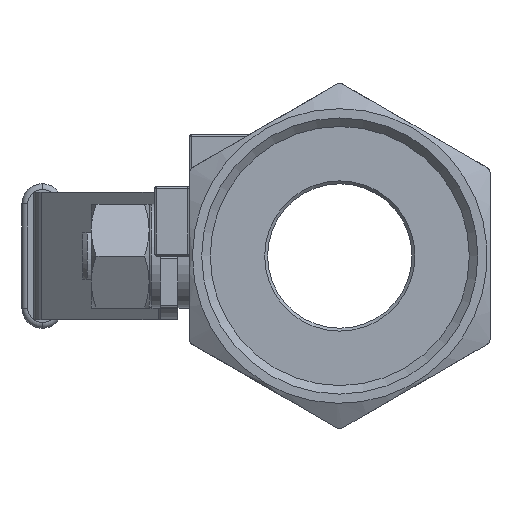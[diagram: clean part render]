
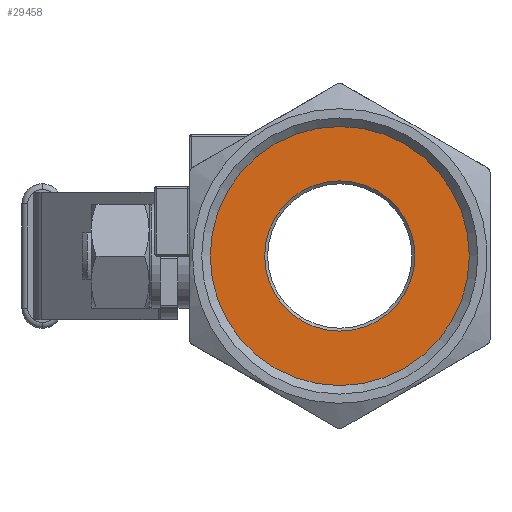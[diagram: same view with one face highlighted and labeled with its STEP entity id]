
A CAD part, left-side view. The second image highlights one B-rep face of the part: STEP entity #29458.
In plain terms, the highlighted planar face has unit normal (-1, 0, 0).
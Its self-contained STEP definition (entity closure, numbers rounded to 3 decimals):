
#449 = CARTESIAN_POINT ( 'NONE',  ( -23., 0., 0. ) ) ;
#450 = DIRECTION ( 'NONE',  ( 1., 0., 0. ) ) ;
#451 = DIRECTION ( 'NONE',  ( 0., 0., 1. ) ) ;
#7348 = EDGE_LOOP ( 'NONE', ( #9491 ) ) ;
#7349 = EDGE_LOOP ( 'NONE', ( #9430 ) ) ;
#8906 = CARTESIAN_POINT ( 'NONE',  ( -23., 0., 22.42 ) ) ;
#8915 = CARTESIAN_POINT ( 'NONE',  ( -23., 0., 13. ) ) ;
#9013 = CIRCLE ( 'NONE', #26829, 22.42 ) ;
#9430 = ORIENTED_EDGE ( 'NONE', *, *, #25132, .T. ) ;
#9491 = ORIENTED_EDGE ( 'NONE', *, *, #33391, .T. ) ;
#13264 = CIRCLE ( 'NONE', #25925, 13. ) ;
#13836 = VERTEX_POINT ( 'NONE', #8915 ) ;
#13951 = VERTEX_POINT ( 'NONE', #8906 ) ;
#14790 = AXIS2_PLACEMENT_3D ( 'NONE', #21592, #21692, #21767 ) ;
#18483 = FACE_OUTER_BOUND ( 'NONE', #7349, .T. ) ;
#18485 = FACE_BOUND ( 'NONE', #7348, .T. ) ;
#21592 = CARTESIAN_POINT ( 'NONE',  ( -23., 22.42, 0. ) ) ;
#21662 = PLANE ( 'NONE',  #14790 ) ;
#21692 = DIRECTION ( 'NONE',  ( -1., 0., 0. ) ) ;
#21767 = DIRECTION ( 'NONE',  ( 0., 0., 1. ) ) ;
#25132 = EDGE_CURVE ( 'NONE', #13951, #13951, #9013, .T. ) ;
#25925 = AXIS2_PLACEMENT_3D ( 'NONE', #449, #450, #451 ) ;
#26829 = AXIS2_PLACEMENT_3D ( 'NONE', #29073, #29330, #29122 ) ;
#29073 = CARTESIAN_POINT ( 'NONE',  ( -23., 0., 0. ) ) ;
#29122 = DIRECTION ( 'NONE',  ( 0., 0., 1. ) ) ;
#29330 = DIRECTION ( 'NONE',  ( -1., 0., 0. ) ) ;
#29458 = ADVANCED_FACE ( 'NONE', ( #18485, #18483 ), #21662, .T. ) ;
#33391 = EDGE_CURVE ( 'NONE', #13836, #13836, #13264, .T. ) ;
